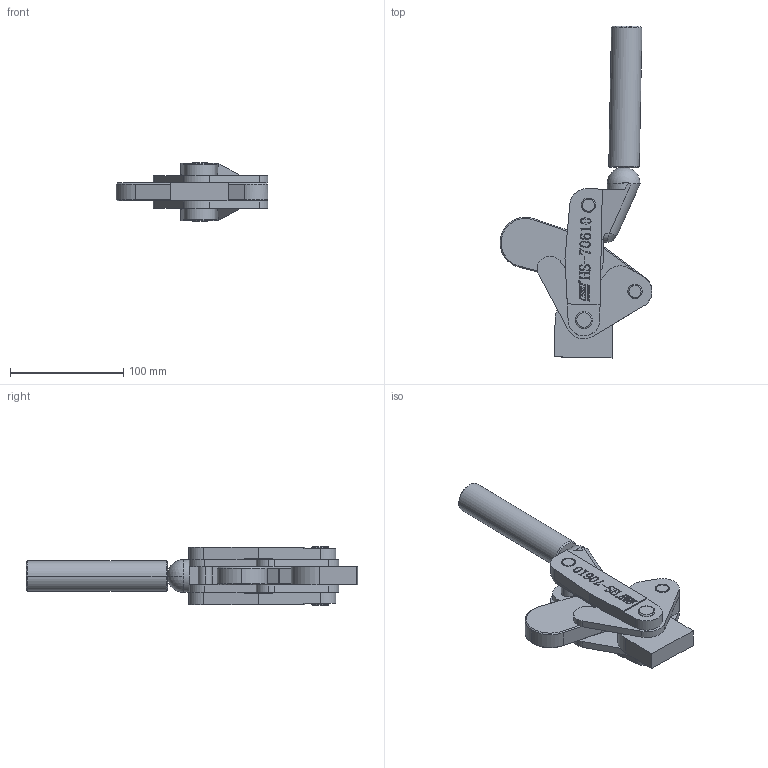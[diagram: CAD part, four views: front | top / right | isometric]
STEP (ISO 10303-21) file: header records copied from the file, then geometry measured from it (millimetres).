
FILE_DESCRIPTION (( 'STEP AP203' ), '1' );
FILE_NAME ('HS-70610 装配体.STEP', '2018-12-07T08:12:10', ( 'PCOS' ), ( '微软中国' ), 'SwSTEP 2.0', 'SolidWorks 2012', '' );
FILE_SCHEMA (( 'CONFIG_CONTROL_DESIGN' ));
Length unit declared in the file: millimetre
Products named in the file (9): HS-70610 蚾饜极; 釱; 揤參; 种3; 种2; 种1; 忒梟; 蟀裝; 菁釱
Assembly tree (10 placements, depth 2):
  HS-70610 蚾饜极
    菁釱
    蟀裝  x2
    忒梟
    种1  x2
    种2
    种3
    揤參
    釱
Bounding box: 134.46 x 293.75 x 51.6 mm (x, y, z)
Volume: 394432.2 mm3; surface area: 103928.3 mm2
Topology: 11 solids, 11 shells, 529 faces, 1387 edges, 909 vertices
Faces by surface type: plane 257, bspline 134, cylinder 106, cone 26, torus 4, sphere 2
Entity records: 22355 total; most frequent: CARTESIAN_POINT 9430, ORIENTED_EDGE 2684, DIRECTION 2080, EDGE_CURVE 1342, VERTEX_POINT 881, LINE 818, VECTOR 818, AXIS2_PLACEMENT_3D 631
